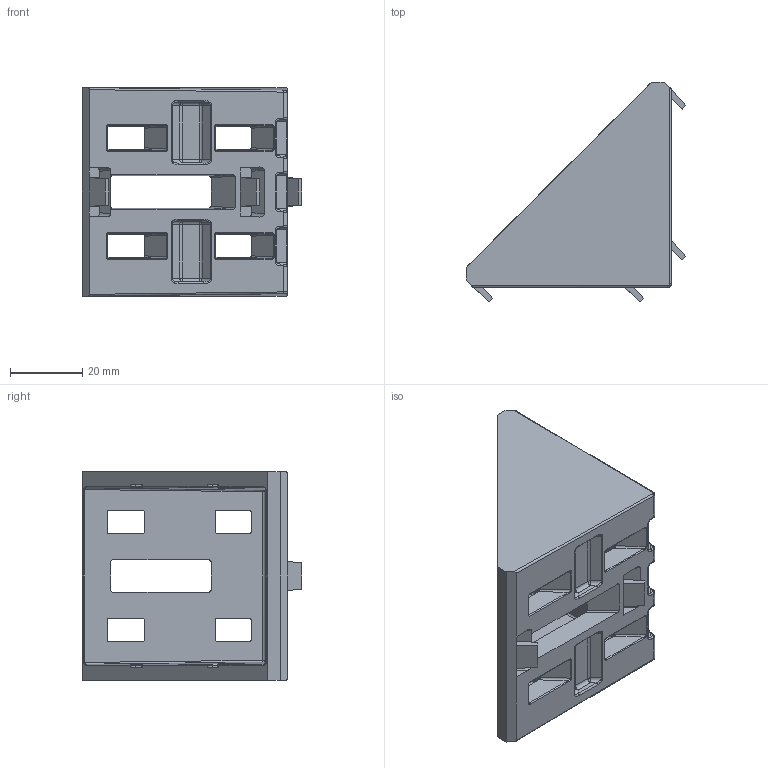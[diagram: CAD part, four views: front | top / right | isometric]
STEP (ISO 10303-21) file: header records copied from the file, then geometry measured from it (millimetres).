
FILE_DESCRIPTION(/* description */ (''),/* implementation_level */ '2;1');
FILE_NAME(/* name */ '305857.1.stp',/* time_stamp */ '2023-02-17T15:37:45+01:00',/* author */ ('Špaček'),/* organization */ ('Alutec K&K'),/* preprocessor_version */ 'ST-DEVELOPER v18.1',/* originating_system */ 'Autodesk Inventor 2021',/* authorisation */ '');
FILE_SCHEMA (('AUTOMOTIVE_DESIGN { 1 0 10303 214 3 1 1 }'));
Length unit declared in the file: millimetre
Products named in the file (1): 305857.1
Bounding box: 61.02 x 61.02 x 58 mm (x, y, z)
Volume: 38729.4 mm3; surface area: 20161.3 mm2
Topology: 1 solids, 1 shells, 450 faces, 1103 edges, 654 vertices
Faces by surface type: cylinder 193, plane 130, bspline 109, sphere 16, torus 2
Entity records: 18953 total; most frequent: CARTESIAN_POINT 8806, ORIENTED_EDGE 2190, DIRECTION 2056, EDGE_CURVE 1095, AXIS2_PLACEMENT_3D 756, VERTEX_POINT 654, LINE 544, VECTOR 544
